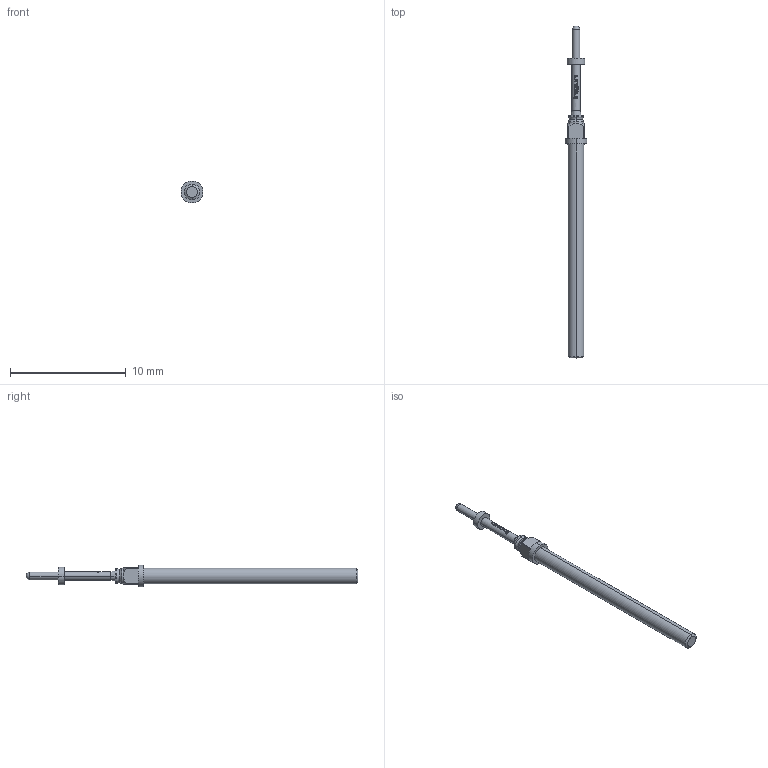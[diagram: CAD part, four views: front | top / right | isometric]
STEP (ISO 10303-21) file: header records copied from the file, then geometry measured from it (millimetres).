
FILE_DESCRIPTION (( 'STEP AP203' ), '1' );
FILE_NAME ('INGUN_T-899_305_065_280_150_X_xx02_M_0.STEP', '2017-05-10T11:54:01', ( '' ), ( '' ), 'SwSTEP 2.0', 'SolidWorks 2016', '' );
FILE_SCHEMA (( 'CONFIG_CONTROL_DESIGN' ));
Length unit declared in the file: millimetre
Products named in the file (1): INGUN_T-899_305_065_280_150_X_xx02_M_0
Bounding box: 1.9 x 28.7 x 1.9 mm (x, y, z)
Volume: 35.8 mm3; surface area: 118.6 mm2
Topology: 1 solids, 1 shells, 107 faces, 274 edges, 179 vertices
Faces by surface type: plane 54, bspline 22, cylinder 20, cone 6, torus 4, sphere 1
Entity records: 3499 total; most frequent: CARTESIAN_POINT 996, ORIENTED_EDGE 544, DIRECTION 440, EDGE_CURVE 272, VERTEX_POINT 178, AXIS2_PLACEMENT_3D 174, EDGE_LOOP 118, FACE_OUTER_BOUND 107
